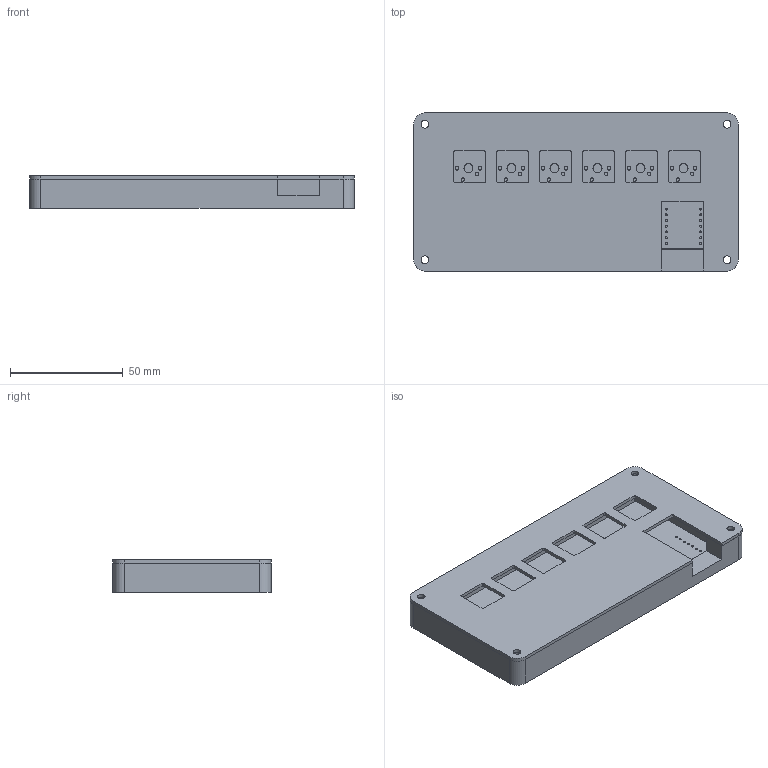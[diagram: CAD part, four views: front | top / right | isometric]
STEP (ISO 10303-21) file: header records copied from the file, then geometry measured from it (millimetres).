
FILE_DESCRIPTION(/* description */ (''),/* implementation_level */ '2;1');
FILE_NAME(/* name */ 'Lapis''s Macroboard v2.step',/* time_stamp */ '2025-06-27T10:36:46-04:00',/* author */ (''),/* organization */ (''),/* preprocessor_version */ 'ST-DEVELOPER v20.1',/* originating_system */ 'Autodesk Translation Framework v14.10.0.0',/* authorisation */ '');
FILE_SCHEMA (('AUTOMOTIVE_DESIGN { 1 0 10303 214 3 1 1 }'));
Length unit declared in the file: millimetre
Products named in the file (5): 2025-06-27-08-02-38-460; 2025-06-27-08-02-51-854; 2025-06-27-13-29-14-831; 2025-06-27-13-29-14-832; 2025-06-27-08-23-19-673
Assembly tree (3 placements, depth 3):
  2025-06-27-08-02-38-460
  2025-06-27-08-02-51-854
    2025-06-27-13-29-14-831
      2025-06-27-13-29-14-832
    2025-06-27-08-23-19-673
Bounding box: 143.84 x 70.01 x 14.5 mm (x, y, z)
Volume: 86465.3 mm3; surface area: 60317.6 mm2
Topology: 3 solids, 3 shells, 146 faces, 408 edges, 272 vertices
Faces by surface type: cylinder 88, plane 58
Full cylindrical faces by diameter (mm): 0.889 x14, 1.5 x12, 1.7 x12, 3.4 x8, 4 x6, 6 x4
Entity records: 5159 total; most frequent: DIRECTION 896, CARTESIAN_POINT 836, ORIENTED_EDGE 816, EDGE_CURVE 408, AXIS2_PLACEMENT_3D 332, VERTEX_POINT 272, EDGE_LOOP 266, LINE 232
